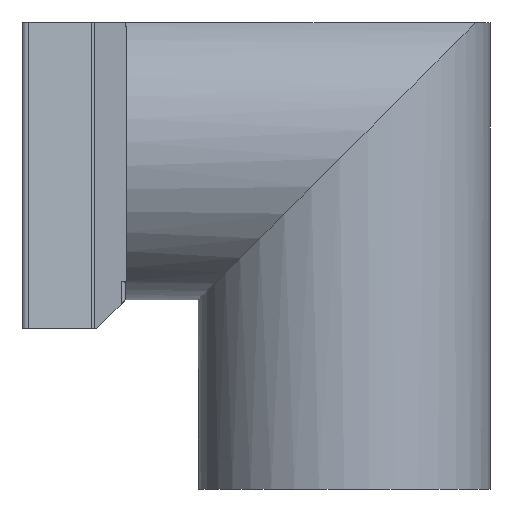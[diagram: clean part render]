
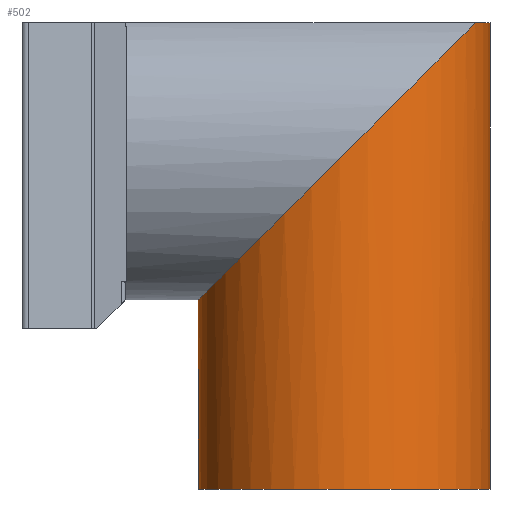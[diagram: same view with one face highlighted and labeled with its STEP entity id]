
A CAD part, front view. The second image highlights one B-rep face of the part: STEP entity #502.
In plain terms, the highlighted cylindrical face has radius 10 mm (diameter 20 mm), a full revolution.
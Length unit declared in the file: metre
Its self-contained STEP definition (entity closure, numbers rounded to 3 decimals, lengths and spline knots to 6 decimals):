
#20=ELLIPSE('',#545,0.014142,0.01);
#26=CYLINDRICAL_SURFACE('',#550,0.01);
#44=LINE('',#792,#90);
#45=LINE('',#797,#91);
#90=VECTOR('',#624,1.);
#91=VECTOR('',#627,1.);
#148=ORIENTED_EDGE('',*,*,#298,.T.);
#149=ORIENTED_EDGE('',*,*,#299,.T.);
#150=ORIENTED_EDGE('',*,*,#300,.F.);
#151=ORIENTED_EDGE('',*,*,#301,.F.);
#152=ORIENTED_EDGE('',*,*,#284,.T.);
#153=ORIENTED_EDGE('',*,*,#302,.T.);
#284=EDGE_CURVE('',#360,#361,#20,.T.);
#298=EDGE_CURVE('',#372,#373,#44,.T.);
#299=EDGE_CURVE('',#373,#374,#412,.F.);
#300=EDGE_CURVE('',#375,#374,#45,.T.);
#301=EDGE_CURVE('',#372,#375,#413,.T.);
#302=EDGE_CURVE('',#361,#360,#414,.T.);
#360=VERTEX_POINT('',#756);
#361=VERTEX_POINT('',#757);
#372=VERTEX_POINT('',#793);
#373=VERTEX_POINT('',#794);
#374=VERTEX_POINT('',#796);
#375=VERTEX_POINT('',#798);
#412=CIRCLE('',#551,0.01);
#413=CIRCLE('',#552,0.01);
#414=CIRCLE('',#553,0.01);
#427=EDGE_LOOP('',(#148,#149,#150,#151));
#428=EDGE_LOOP('',(#152,#153));
#456=FACE_BOUND('',#427,.T.);
#457=FACE_BOUND('',#428,.T.);
#502=ADVANCED_FACE('',(#456,#457),#26,.T.);
#545=AXIS2_PLACEMENT_3D('',#755,#606,#607);
#550=AXIS2_PLACEMENT_3D('',#791,#622,#623);
#551=AXIS2_PLACEMENT_3D('',#795,#625,#626);
#552=AXIS2_PLACEMENT_3D('',#799,#628,#629);
#553=AXIS2_PLACEMENT_3D('',#800,#630,#631);
#606=DIRECTION('',(0.707,0.,-0.707));
#607=DIRECTION('',(-0.707,0.,-0.707));
#622=DIRECTION('',(0.,0.,-1.));
#623=DIRECTION('',(-1.,0.,0.));
#624=DIRECTION('',(0.,0.,1.));
#625=DIRECTION('',(0.,0.,-1.));
#626=DIRECTION('',(-1.,0.,0.));
#627=DIRECTION('',(0.,0.,1.));
#628=DIRECTION('',(0.,0.,-1.));
#629=DIRECTION('',(1.,0.,0.));
#630=DIRECTION('',(0.,0.,-1.));
#631=DIRECTION('',(-1.,0.,0.));
#755=CARTESIAN_POINT('',(0.035,-0.0425,0.02));
#756=CARTESIAN_POINT('',(0.044,-0.046859,0.029));
#757=CARTESIAN_POINT('',(0.044,-0.038141,0.029));
#791=CARTESIAN_POINT('',(0.035,-0.0425,0.03));
#792=CARTESIAN_POINT('',(0.045,-0.0425,-0.003));
#793=CARTESIAN_POINT('',(0.045,-0.0425,-0.003));
#794=CARTESIAN_POINT('',(0.045,-0.0425,0.005));
#795=CARTESIAN_POINT('',(0.035,-0.0425,0.005));
#796=CARTESIAN_POINT('',(0.025,-0.0425,0.005));
#797=CARTESIAN_POINT('',(0.025,-0.0425,-0.003));
#798=CARTESIAN_POINT('',(0.025,-0.0425,-0.003));
#799=CARTESIAN_POINT('',(0.035,-0.0425,-0.003));
#800=CARTESIAN_POINT('',(0.035,-0.0425,0.029));
